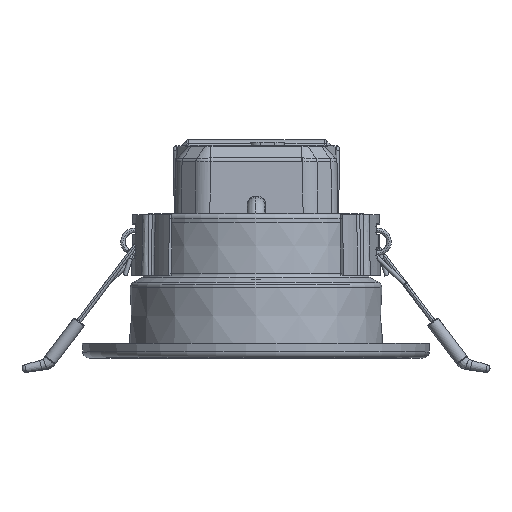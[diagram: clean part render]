
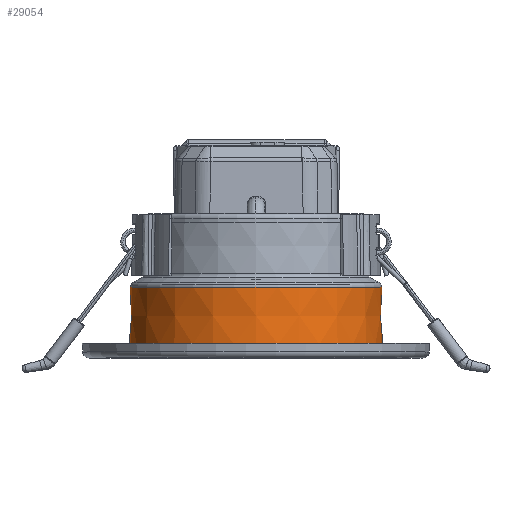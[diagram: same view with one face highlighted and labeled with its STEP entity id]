
A CAD part, top view. The second image highlights one B-rep face of the part: STEP entity #29054.
In plain terms, the highlighted conical face has half-angle 1 degrees and reference radius 36.466 mm.
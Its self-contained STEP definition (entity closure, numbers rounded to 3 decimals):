
#1024 = CARTESIAN_POINT ( 'NONE',  ( 0., 0., -0.324 ) ) ;
#3960 = CIRCLE ( 'NONE', #42679, 36.466 ) ;
#4933 = EDGE_LOOP ( 'NONE', ( #45074 ) ) ;
#5362 = CARTESIAN_POINT ( 'NONE',  ( 0., 0., 16.133 ) ) ;
#8707 = VERTEX_POINT ( 'NONE', #19220 ) ;
#9245 = CIRCLE ( 'NONE', #36004, 36.178 ) ;
#12340 = DIRECTION ( 'NONE',  ( 0., 0., -1. ) ) ;
#12886 = CONICAL_SURFACE ( 'NONE', #30796, 36.466, 0.017 ) ;
#17453 = CARTESIAN_POINT ( 'NONE',  ( 0., 0., -0.324 ) ) ;
#19220 = CARTESIAN_POINT ( 'NONE',  ( 0., -36.466, -0.324 ) ) ;
#20008 = EDGE_LOOP ( 'NONE', ( #45033 ) ) ;
#22440 = DIRECTION ( 'NONE',  ( 0., -1., 0. ) ) ;
#26585 = DIRECTION ( 'NONE',  ( 0., -1., 0. ) ) ;
#28414 = DIRECTION ( 'NONE',  ( 0., 0., -1. ) ) ;
#29054 = ADVANCED_FACE ( 'NONE', ( #32145, #37808 ), #12886, .T. ) ;
#30796 = AXIS2_PLACEMENT_3D ( 'NONE', #17453, #28414, #44813 ) ;
#32145 = FACE_BOUND ( 'NONE', #4933, .T. ) ;
#33202 = DIRECTION ( 'NONE',  ( 0., 0., -1. ) ) ;
#33211 = CARTESIAN_POINT ( 'NONE',  ( 0., -36.178, 16.133 ) ) ;
#33808 = EDGE_CURVE ( 'NONE', #8707, #8707, #3960, .T. ) ;
#36004 = AXIS2_PLACEMENT_3D ( 'NONE', #5362, #12340, #26585 ) ;
#36687 = VERTEX_POINT ( 'NONE', #33211 ) ;
#37808 = FACE_OUTER_BOUND ( 'NONE', #20008, .T. ) ;
#41325 = EDGE_CURVE ( 'NONE', #36687, #36687, #9245, .T. ) ;
#42679 = AXIS2_PLACEMENT_3D ( 'NONE', #1024, #33202, #22440 ) ;
#44813 = DIRECTION ( 'NONE',  ( 0., -1., 0. ) ) ;
#45033 = ORIENTED_EDGE ( 'NONE', *, *, #33808, .F. ) ;
#45074 = ORIENTED_EDGE ( 'NONE', *, *, #41325, .T. ) ;
